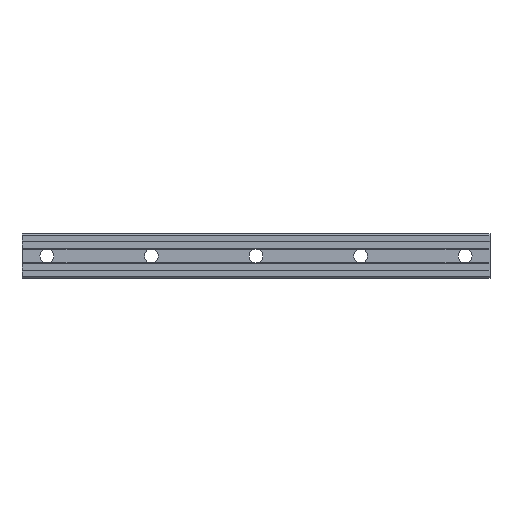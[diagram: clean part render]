
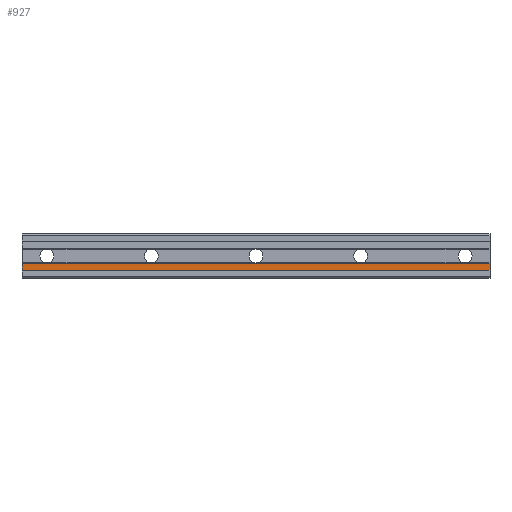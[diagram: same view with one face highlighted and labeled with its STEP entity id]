
A CAD part, front view. The second image highlights one B-rep face of the part: STEP entity #927.
In plain terms, the highlighted planar face has unit normal (0, -1, 0).
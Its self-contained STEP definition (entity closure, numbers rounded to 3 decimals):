
#182 = VECTOR ( 'NONE', #1648, 1000. ) ;
#208 = DIRECTION ( 'NONE',  ( 0., 0., -1. ) ) ;
#328 = CARTESIAN_POINT ( 'NONE',  ( -25., 0.5, -7.5 ) ) ;
#395 = DIRECTION ( 'NONE',  ( 0., 0., 1. ) ) ;
#456 = VECTOR ( 'NONE', #1592, 1000. ) ;
#525 = ORIENTED_EDGE ( 'NONE', *, *, #1559, .F. ) ;
#585 = LINE ( 'NONE', #913, #182 ) ;
#622 = LINE ( 'NONE', #2103, #1746 ) ;
#706 = AXIS2_PLACEMENT_3D ( 'NONE', #1881, #1116, #395 ) ;
#781 = FACE_OUTER_BOUND ( 'NONE', #1144, .T. ) ;
#787 = CARTESIAN_POINT ( 'NONE',  ( 445., 0.5, -14.5 ) ) ;
#913 = CARTESIAN_POINT ( 'NONE',  ( 445., 0.5, -7.5 ) ) ;
#927 = ADVANCED_FACE ( 'NONE', ( #781 ), #2204, .F. ) ;
#1053 = VERTEX_POINT ( 'NONE', #1205 ) ;
#1116 = DIRECTION ( 'NONE',  ( 0., 1., 0. ) ) ;
#1123 = LINE ( 'NONE', #1669, #1907 ) ;
#1144 = EDGE_LOOP ( 'NONE', ( #1261, #525, #1481, #1942 ) ) ;
#1205 = CARTESIAN_POINT ( 'NONE',  ( 445., 0.5, -7.5 ) ) ;
#1261 = ORIENTED_EDGE ( 'NONE', *, *, #1355, .F. ) ;
#1355 = EDGE_CURVE ( 'NONE', #1545, #1823, #622, .T. ) ;
#1388 = CARTESIAN_POINT ( 'NONE',  ( -25., 0.5, -14.5 ) ) ;
#1481 = ORIENTED_EDGE ( 'NONE', *, *, #1791, .F. ) ;
#1545 = VERTEX_POINT ( 'NONE', #787 ) ;
#1559 = EDGE_CURVE ( 'NONE', #1053, #1545, #1123, .T. ) ;
#1592 = DIRECTION ( 'NONE',  ( 0., 0., -1. ) ) ;
#1648 = DIRECTION ( 'NONE',  ( 1., 0., 0. ) ) ;
#1654 = LINE ( 'NONE', #2127, #456 ) ;
#1666 = VERTEX_POINT ( 'NONE', #328 ) ;
#1669 = CARTESIAN_POINT ( 'NONE',  ( 445., 0.5, 22.211 ) ) ;
#1745 = DIRECTION ( 'NONE',  ( -1., 0., 0. ) ) ;
#1746 = VECTOR ( 'NONE', #1745, 1000. ) ;
#1791 = EDGE_CURVE ( 'NONE', #1666, #1053, #585, .T. ) ;
#1823 = VERTEX_POINT ( 'NONE', #1388 ) ;
#1876 = EDGE_CURVE ( 'NONE', #1666, #1823, #1654, .T. ) ;
#1881 = CARTESIAN_POINT ( 'NONE',  ( 445., 0.5, -7.5 ) ) ;
#1907 = VECTOR ( 'NONE', #208, 1000. ) ;
#1942 = ORIENTED_EDGE ( 'NONE', *, *, #1876, .T. ) ;
#2103 = CARTESIAN_POINT ( 'NONE',  ( 445., 0.5, -14.5 ) ) ;
#2127 = CARTESIAN_POINT ( 'NONE',  ( -25., 0.5, 22.211 ) ) ;
#2204 = PLANE ( 'NONE',  #706 ) ;
